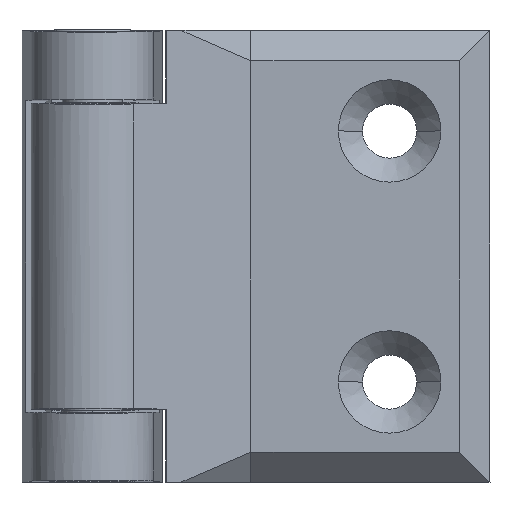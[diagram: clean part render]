
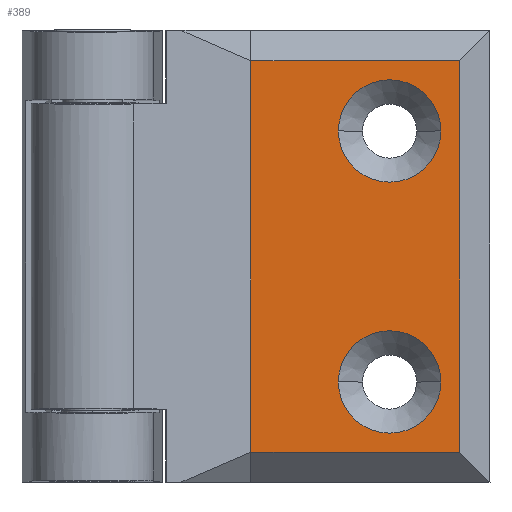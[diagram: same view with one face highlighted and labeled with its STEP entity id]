
A CAD part, top view. The second image highlights one B-rep face of the part: STEP entity #389.
In plain terms, the highlighted planar face has unit normal (0, 0, 1).
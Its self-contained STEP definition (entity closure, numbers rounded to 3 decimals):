
#11 = DIRECTION ( 'NONE',  ( 0., 0., -1. ) ) ;
#66 = ORIENTED_EDGE ( 'NONE', *, *, #4377, .F. ) ;
#268 = CARTESIAN_POINT ( 'NONE',  ( 36.618, -22.5, 6.5 ) ) ;
#367 = CARTESIAN_POINT ( 'NONE',  ( 34.718, 12.5, 6.5 ) ) ;
#371 = EDGE_CURVE ( 'NONE', #2451, #3964, #2716, .T. ) ;
#389 = ADVANCED_FACE ( 'NONE', ( #3962, #1314, #4598 ), #4254, .T. ) ;
#479 = CARTESIAN_POINT ( 'NONE',  ( 29.618, 12.5, 6.5 ) ) ;
#480 = DIRECTION ( 'NONE',  ( 1., 0., 0. ) ) ;
#514 = VERTEX_POINT ( 'NONE', #2891 ) ;
#528 = DIRECTION ( 'NONE',  ( 0., 0., 1. ) ) ;
#582 = EDGE_LOOP ( 'NONE', ( #1729, #1825 ) ) ;
#679 = CIRCLE ( 'NONE', #3500, 5.1 ) ;
#684 = VERTEX_POINT ( 'NONE', #3815 ) ;
#693 = CARTESIAN_POINT ( 'NONE',  ( 15.8, -20., 6.5 ) ) ;
#708 = DIRECTION ( 'NONE',  ( -1., 0., 0. ) ) ;
#783 = VECTOR ( 'NONE', #1943, 1000. ) ;
#867 = CARTESIAN_POINT ( 'NONE',  ( 15.8, -20., 6.5 ) ) ;
#960 = VERTEX_POINT ( 'NONE', #367 ) ;
#965 = CARTESIAN_POINT ( 'NONE',  ( 29.618, -12.5, 6.5 ) ) ;
#968 = VECTOR ( 'NONE', #1805, 1000. ) ;
#1136 = CARTESIAN_POINT ( 'NONE',  ( 24.518, -12.5, 6.5 ) ) ;
#1270 = AXIS2_PLACEMENT_3D ( 'NONE', #4601, #11, #708 ) ;
#1314 = FACE_BOUND ( 'NONE', #582, .T. ) ;
#1365 = ORIENTED_EDGE ( 'NONE', *, *, #3533, .T. ) ;
#1407 = LINE ( 'NONE', #268, #4756 ) ;
#1547 = VERTEX_POINT ( 'NONE', #2487 ) ;
#1729 = ORIENTED_EDGE ( 'NONE', *, *, #2653, .T. ) ;
#1779 = DIRECTION ( 'NONE',  ( 0., -1., 0. ) ) ;
#1805 = DIRECTION ( 'NONE',  ( 0., -1., 0. ) ) ;
#1825 = ORIENTED_EDGE ( 'NONE', *, *, #4044, .T. ) ;
#1943 = DIRECTION ( 'NONE',  ( 1., 0., 0. ) ) ;
#2007 = DIRECTION ( 'NONE',  ( 0., 0., -1. ) ) ;
#2011 = DIRECTION ( 'NONE',  ( 0., 0., -1. ) ) ;
#2102 = DIRECTION ( 'NONE',  ( -1., 0., 0. ) ) ;
#2104 = EDGE_CURVE ( 'NONE', #514, #1547, #3825, .T. ) ;
#2219 = AXIS2_PLACEMENT_3D ( 'NONE', #479, #2011, #3519 ) ;
#2251 = DIRECTION ( 'NONE',  ( -1., 0., 0. ) ) ;
#2451 = VERTEX_POINT ( 'NONE', #2649 ) ;
#2474 = AXIS2_PLACEMENT_3D ( 'NONE', #867, #528, #2812 ) ;
#2477 = AXIS2_PLACEMENT_3D ( 'NONE', #965, #2007, #2102 ) ;
#2487 = CARTESIAN_POINT ( 'NONE',  ( 36.618, 19.5, 6.5 ) ) ;
#2649 = CARTESIAN_POINT ( 'NONE',  ( 15.8, -19.5, 6.5 ) ) ;
#2653 = EDGE_CURVE ( 'NONE', #960, #684, #4326, .T. ) ;
#2701 = CARTESIAN_POINT ( 'NONE',  ( 34.718, -12.5, 6.5 ) ) ;
#2716 = LINE ( 'NONE', #3847, #4278 ) ;
#2812 = DIRECTION ( 'NONE',  ( 1., 0., 0. ) ) ;
#2891 = CARTESIAN_POINT ( 'NONE',  ( 15.8, 19.5, 6.5 ) ) ;
#2919 = ORIENTED_EDGE ( 'NONE', *, *, #3659, .T. ) ;
#3035 = EDGE_CURVE ( 'NONE', #4784, #4805, #4481, .T. ) ;
#3451 = EDGE_LOOP ( 'NONE', ( #3908, #1365 ) ) ;
#3500 = AXIS2_PLACEMENT_3D ( 'NONE', #4569, #4501, #2251 ) ;
#3519 = DIRECTION ( 'NONE',  ( -1., 0., 0. ) ) ;
#3533 = EDGE_CURVE ( 'NONE', #4805, #4784, #4579, .T. ) ;
#3638 = LINE ( 'NONE', #693, #968 ) ;
#3659 = EDGE_CURVE ( 'NONE', #514, #2451, #3638, .T. ) ;
#3699 = CARTESIAN_POINT ( 'NONE',  ( 36.618, -19.5, 6.5 ) ) ;
#3815 = CARTESIAN_POINT ( 'NONE',  ( 24.518, 12.5, 6.5 ) ) ;
#3825 = LINE ( 'NONE', #4210, #783 ) ;
#3847 = CARTESIAN_POINT ( 'NONE',  ( 15.8, -19.5, 6.5 ) ) ;
#3908 = ORIENTED_EDGE ( 'NONE', *, *, #3035, .T. ) ;
#3962 = FACE_BOUND ( 'NONE', #3451, .T. ) ;
#3964 = VERTEX_POINT ( 'NONE', #3699 ) ;
#4044 = EDGE_CURVE ( 'NONE', #684, #960, #679, .T. ) ;
#4208 = ORIENTED_EDGE ( 'NONE', *, *, #371, .T. ) ;
#4210 = CARTESIAN_POINT ( 'NONE',  ( 39.718, 19.5, 6.5 ) ) ;
#4254 = PLANE ( 'NONE',  #2474 ) ;
#4278 = VECTOR ( 'NONE', #480, 1000. ) ;
#4326 = CIRCLE ( 'NONE', #2219, 5.1 ) ;
#4377 = EDGE_CURVE ( 'NONE', #1547, #3964, #1407, .T. ) ;
#4481 = CIRCLE ( 'NONE', #1270, 5.1 ) ;
#4501 = DIRECTION ( 'NONE',  ( 0., 0., -1. ) ) ;
#4569 = CARTESIAN_POINT ( 'NONE',  ( 29.618, 12.5, 6.5 ) ) ;
#4579 = CIRCLE ( 'NONE', #2477, 5.1 ) ;
#4598 = FACE_OUTER_BOUND ( 'NONE', #4609, .T. ) ;
#4601 = CARTESIAN_POINT ( 'NONE',  ( 29.618, -12.5, 6.5 ) ) ;
#4609 = EDGE_LOOP ( 'NONE', ( #4830, #2919, #4208, #66 ) ) ;
#4756 = VECTOR ( 'NONE', #1779, 1000. ) ;
#4784 = VERTEX_POINT ( 'NONE', #2701 ) ;
#4805 = VERTEX_POINT ( 'NONE', #1136 ) ;
#4830 = ORIENTED_EDGE ( 'NONE', *, *, #2104, .F. ) ;
